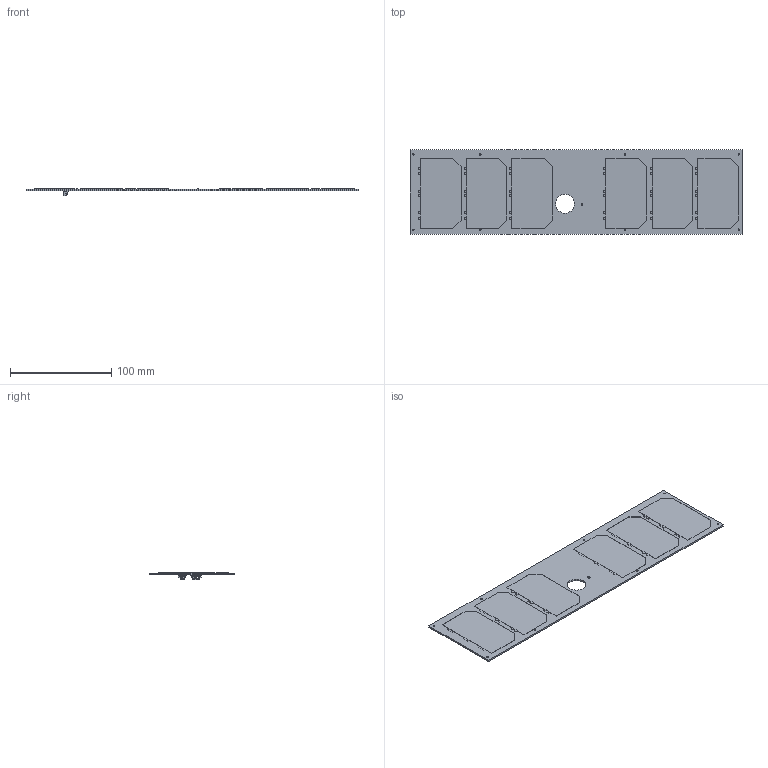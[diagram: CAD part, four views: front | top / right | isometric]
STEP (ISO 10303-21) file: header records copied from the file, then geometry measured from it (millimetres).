
FILE_DESCRIPTION(('KiCad electronic assembly'),'2;1');
FILE_NAME('Y-.step','2020-07-24T18:23:40',('An Author'),('A Company'), 'Open CASCADE STEP processor 6.9','KiCad to STEP converter','Unknown' );
FILE_SCHEMA(('AUTOMOTIVE_DESIGN { 1 0 10303 214 1 1 1 1 }'));
Length unit declared in the file: millimetre
Products named in the file (10): Open CASCADE STEP translator 6.9 1; Molex_PicoBlade_53398-0471_1x04-1MP_P1.25mm_Vertical; SOLID; Molex_PicoBlade_53398-0271_1x02-1MP_P1.25mm_Vertical; D_0805_2012Metric; UTJ_Solar_Cell_SolidWorks; COMPOUND
Assembly tree (14 placements, depth 3):
  Open CASCADE STEP translator 6.9 1
    Molex_PicoBlade_53398-0471_1x04-1MP_P1.25mm_Vertical
      SOLID
    Molex_PicoBlade_53398-0271_1x02-1MP_P1.25mm_Vertical
      SOLID
    D_0805_2012Metric
      SOLID
    UTJ_Solar_Cell_SolidWorks  x6
      SOLID
    COMPOUND
Bounding box: 327.5 x 83 x 7.2 mm (x, y, z)
Volume: 46470.2 mm3; surface area: 88730 mm2
Topology: 10 solids, 10 shells, 623 faces, 1674 edges, 1084 vertices
Faces by surface type: plane 584, cylinder 39
Full cylindrical faces by diameter (mm): 1.55 x8, 18.639 x1
Entity records: 30037 total; most frequent: CARTESIAN_POINT 5074, DIRECTION 4172, LINE 3128, VECTOR 3128, ORIENTED_EDGE 2208, PCURVE 2208, DEFINITIONAL_REPRESENTATION 2208, EDGE_CURVE 1104
